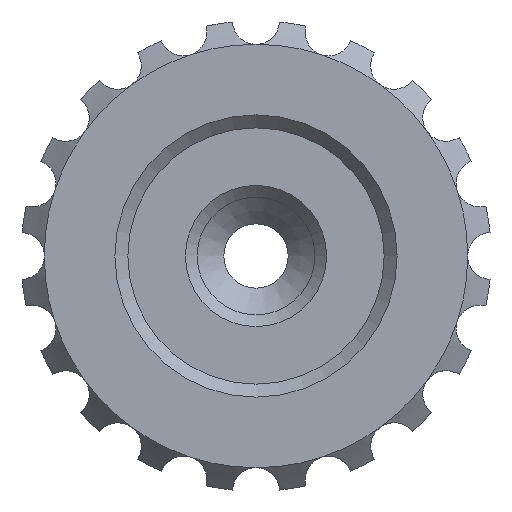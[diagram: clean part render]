
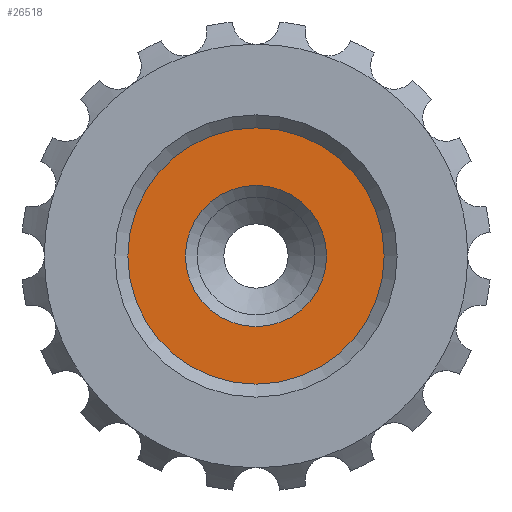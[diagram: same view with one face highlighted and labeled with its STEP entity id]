
A CAD part, front view. The second image highlights one B-rep face of the part: STEP entity #26518.
In plain terms, the highlighted planar face has unit normal (0, -1, 0).
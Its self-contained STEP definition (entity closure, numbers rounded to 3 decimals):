
#26346 = CONICAL_SURFACE('',#26347,7.425,0.785);
#26347 = AXIS2_PLACEMENT_3D('',#26348,#26349,#26350);
#26348 = CARTESIAN_POINT('',(0.,-10.,0.));
#26349 = DIRECTION('',(-0.,-1.,-0.));
#26350 = DIRECTION('',(1.,-0.,0.));
#26379 = CONICAL_SURFACE('',#26380,4.5,0.785);
#26380 = AXIS2_PLACEMENT_3D('',#26381,#26382,#26383);
#26381 = CARTESIAN_POINT('',(0.,-10.75,0.));
#26382 = DIRECTION('',(-0.,-1.,-0.));
#26383 = DIRECTION('',(1.,0.,0.));
#26419 = VERTEX_POINT('',#26420);
#26420 = CARTESIAN_POINT('',(8.175,-10.75,0.));
#26441 = EDGE_CURVE('',#26419,#26419,#26442,.T.);
#26442 = SURFACE_CURVE('',#26443,(#26448,#26455),.PCURVE_S1.);
#26443 = CIRCLE('',#26444,8.175);
#26444 = AXIS2_PLACEMENT_3D('',#26445,#26446,#26447);
#26445 = CARTESIAN_POINT('',(0.,-10.75,0.));
#26446 = DIRECTION('',(-0.,1.,0.));
#26447 = DIRECTION('',(1.,0.,0.));
#26448 = PCURVE('',#26346,#26449);
#26449 = DEFINITIONAL_REPRESENTATION('',(#26450),#26454);
#26450 = LINE('',#26451,#26452);
#26451 = CARTESIAN_POINT('',(-0.,0.75));
#26452 = VECTOR('',#26453,1.);
#26453 = DIRECTION('',(-1.,0.));
#26454 = ( GEOMETRIC_REPRESENTATION_CONTEXT(2) 
PARAMETRIC_REPRESENTATION_CONTEXT() REPRESENTATION_CONTEXT('2D SPACE',''
  ) );
#26455 = PCURVE('',#26456,#26461);
#26456 = PLANE('',#26457);
#26457 = AXIS2_PLACEMENT_3D('',#26458,#26459,#26460);
#26458 = CARTESIAN_POINT('',(0.,-10.75,0.));
#26459 = DIRECTION('',(0.,1.,0.));
#26460 = DIRECTION('',(1.,0.,0.));
#26461 = DEFINITIONAL_REPRESENTATION('',(#26462),#26466);
#26462 = CIRCLE('',#26463,8.175);
#26463 = AXIS2_PLACEMENT_2D('',#26464,#26465);
#26464 = CARTESIAN_POINT('',(0.,0.));
#26465 = DIRECTION('',(1.,0.));
#26466 = ( GEOMETRIC_REPRESENTATION_CONTEXT(2) 
PARAMETRIC_REPRESENTATION_CONTEXT() REPRESENTATION_CONTEXT('2D SPACE',''
  ) );
#26472 = EDGE_CURVE('',#26473,#26473,#26475,.T.);
#26473 = VERTEX_POINT('',#26474);
#26474 = CARTESIAN_POINT('',(4.5,-10.75,0.));
#26475 = SURFACE_CURVE('',#26476,(#26481,#26488),.PCURVE_S1.);
#26476 = CIRCLE('',#26477,4.5);
#26477 = AXIS2_PLACEMENT_3D('',#26478,#26479,#26480);
#26478 = CARTESIAN_POINT('',(0.,-10.75,0.));
#26479 = DIRECTION('',(-0.,1.,0.));
#26480 = DIRECTION('',(1.,0.,0.));
#26481 = PCURVE('',#26379,#26482);
#26482 = DEFINITIONAL_REPRESENTATION('',(#26483),#26487);
#26483 = LINE('',#26484,#26485);
#26484 = CARTESIAN_POINT('',(-0.,-0.));
#26485 = VECTOR('',#26486,1.);
#26486 = DIRECTION('',(-1.,-0.));
#26487 = ( GEOMETRIC_REPRESENTATION_CONTEXT(2) 
PARAMETRIC_REPRESENTATION_CONTEXT() REPRESENTATION_CONTEXT('2D SPACE',''
  ) );
#26488 = PCURVE('',#26456,#26489);
#26489 = DEFINITIONAL_REPRESENTATION('',(#26490),#26494);
#26490 = CIRCLE('',#26491,4.5);
#26491 = AXIS2_PLACEMENT_2D('',#26492,#26493);
#26492 = CARTESIAN_POINT('',(0.,0.));
#26493 = DIRECTION('',(1.,0.));
#26494 = ( GEOMETRIC_REPRESENTATION_CONTEXT(2) 
PARAMETRIC_REPRESENTATION_CONTEXT() REPRESENTATION_CONTEXT('2D SPACE',''
  ) );
#26518 = ADVANCED_FACE('',(#26519,#26522),#26456,.F.);
#26519 = FACE_BOUND('',#26520,.F.);
#26520 = EDGE_LOOP('',(#26521));
#26521 = ORIENTED_EDGE('',*,*,#26441,.T.);
#26522 = FACE_BOUND('',#26523,.F.);
#26523 = EDGE_LOOP('',(#26524));
#26524 = ORIENTED_EDGE('',*,*,#26472,.F.);
